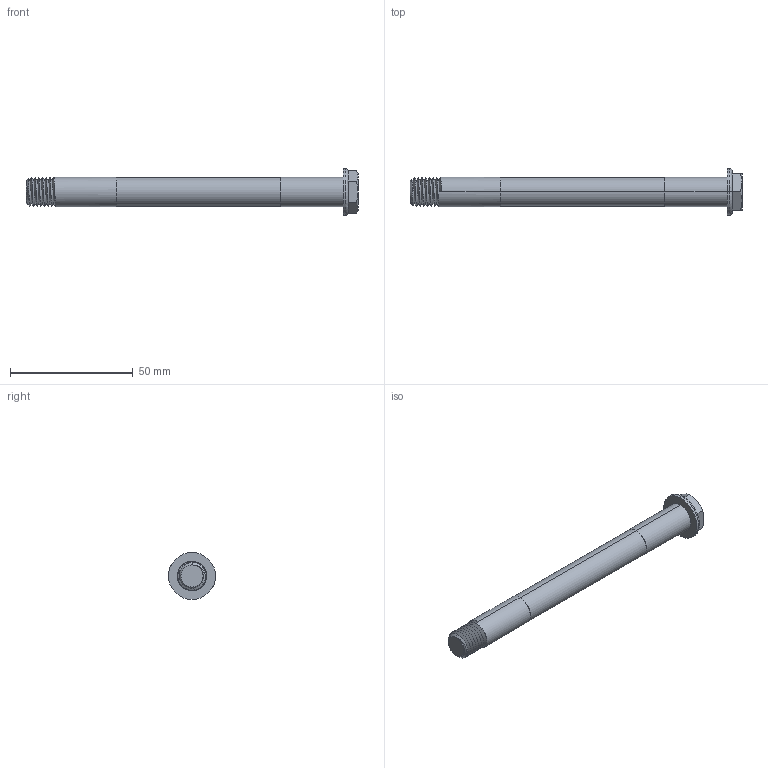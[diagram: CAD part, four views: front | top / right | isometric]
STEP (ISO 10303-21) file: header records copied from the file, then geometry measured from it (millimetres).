
FILE_DESCRIPTION (( 'STEP AP214' ), '1' );
FILE_NAME ('SK4002.STEP', '2025-04-15T21:45:08', ( '' ), ( '' ), 'SwSTEP 2.0', 'SolidWorks 2023', '' );
FILE_SCHEMA (( 'AUTOMOTIVE_DESIGN' ));
Length unit declared in the file: millimetre
Products named in the file (1): SK4002
Bounding box: 135 x 19.05 x 19.05 mm (x, y, z)
Volume: 14960.3 mm3; surface area: 6030.7 mm2
Topology: 1 solids, 1 shells, 53 faces, 117 edges, 70 vertices
Faces by surface type: plane 25, cone 15, cylinder 8, bspline 3, torus 2
Entity records: 2518 total; most frequent: CARTESIAN_POINT 1398, ORIENTED_EDGE 234, DIRECTION 216, EDGE_CURVE 117, AXIS2_PLACEMENT_3D 88, VERTEX_POINT 70, EDGE_LOOP 57, FACE_OUTER_BOUND 53
